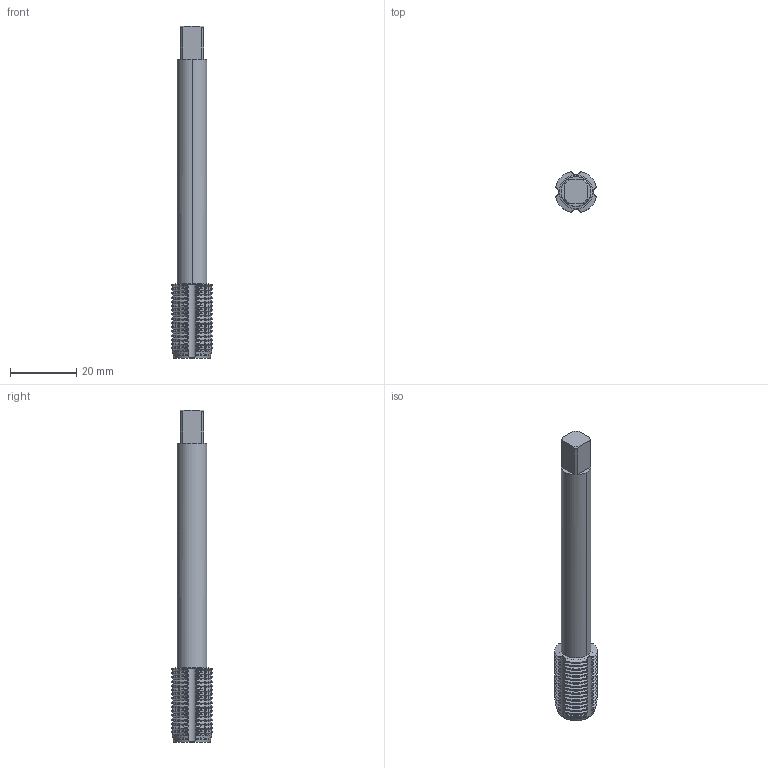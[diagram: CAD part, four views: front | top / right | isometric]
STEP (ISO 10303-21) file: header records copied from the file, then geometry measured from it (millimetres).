
FILE_DESCRIPTION(('no description'),'unknown implementation level');
FILE_NAME('solid6EcehYKHSah5FBMn1n8vKx8u_GQ_1.STP',' ',('CIM GmbH Aachen'),('CADClick - KiM GmbH - www.kimweb.de'),'unknown preprocess','ACIS','unknown authorization');
FILE_SCHEMA(('automotive_design'));
Length unit declared in the file: millimetre
Products named in the file (2): 1; 2
Bounding box: 12.39 x 12.39 x 100 mm (x, y, z)
Volume: 7209 mm3; surface area: 5072.5 mm2
Topology: 2 solids, 2 shells, 329 faces, 973 edges, 648 vertices
Faces by surface type: cone 158, cylinder 150, plane 17, revolution 4
Entity records: 31768 total; most frequent: CARTESIAN_POINT 12521, STYLED_ITEM 1952, PRESENTATION_STYLE_ASSIGNMENT 1952, COLOUR_RGB 1952, ORIENTED_EDGE 1946, DIRECTION 1635, EDGE_CURVE 973, CURVE_STYLE 973
